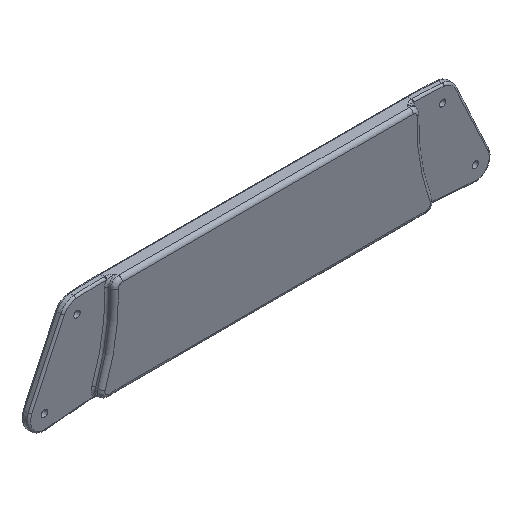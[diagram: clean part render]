
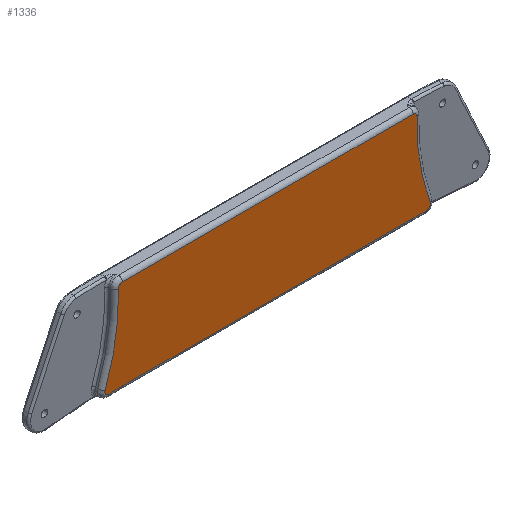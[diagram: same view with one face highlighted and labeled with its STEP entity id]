
A CAD part, isometric view. The second image highlights one B-rep face of the part: STEP entity #1336.
In plain terms, the highlighted planar face has unit normal (0, -1, 0).
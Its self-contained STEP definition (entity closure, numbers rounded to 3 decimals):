
#31=PLANE('',#1535);
#81=LINE('',#3042,#151);
#84=LINE('',#3075,#154);
#151=VECTOR('',#1843,1000.);
#154=VECTOR('',#1864,1000.);
#303=FACE_OUTER_BOUND('',#389,.T.);
#389=EDGE_LOOP('',(#1108,#1109,#1110,#1111,#1112,#1113,#1114,#1115,#1116,
#1117));
#505=CIRCLE('',#1480,1.);
#507=CIRCLE('',#1483,101.);
#511=CIRCLE('',#1488,54.281);
#514=CIRCLE('',#1492,1.);
#517=CIRCLE('',#1496,101.);
#522=CIRCLE('',#1502,1.);
#525=CIRCLE('',#1505,1.);
#527=CIRCLE('',#1508,54.281);
#635=VERTEX_POINT('',#3018);
#638=VERTEX_POINT('',#3023);
#640=VERTEX_POINT('',#3028);
#641=VERTEX_POINT('',#3033);
#644=VERTEX_POINT('',#3040);
#646=VERTEX_POINT('',#3061);
#648=VERTEX_POINT('',#3066);
#649=VERTEX_POINT('',#3071);
#652=VERTEX_POINT('',#3093);
#653=VERTEX_POINT('',#3111);
#791=EDGE_CURVE('',#635,#638,#505,.T.);
#793=EDGE_CURVE('',#638,#640,#507,.T.);
#797=EDGE_CURVE('',#641,#635,#511,.T.);
#799=EDGE_CURVE('',#640,#644,#81,.T.);
#802=EDGE_CURVE('',#646,#641,#514,.T.);
#805=EDGE_CURVE('',#644,#648,#517,.T.);
#809=EDGE_CURVE('',#649,#646,#84,.T.);
#812=EDGE_CURVE('',#648,#652,#522,.T.);
#815=EDGE_CURVE('',#653,#649,#525,.T.);
#817=EDGE_CURVE('',#652,#653,#527,.T.);
#1108=ORIENTED_EDGE('',*,*,#797,.T.);
#1109=ORIENTED_EDGE('',*,*,#791,.T.);
#1110=ORIENTED_EDGE('',*,*,#793,.T.);
#1111=ORIENTED_EDGE('',*,*,#799,.T.);
#1112=ORIENTED_EDGE('',*,*,#805,.T.);
#1113=ORIENTED_EDGE('',*,*,#812,.T.);
#1114=ORIENTED_EDGE('',*,*,#817,.T.);
#1115=ORIENTED_EDGE('',*,*,#815,.T.);
#1116=ORIENTED_EDGE('',*,*,#809,.T.);
#1117=ORIENTED_EDGE('',*,*,#802,.T.);
#1336=ADVANCED_FACE('',(#303),#31,.T.);
#1480=AXIS2_PLACEMENT_3D('',#3025,#1821,#1822);
#1483=AXIS2_PLACEMENT_3D('',#3030,#1827,#1828);
#1488=AXIS2_PLACEMENT_3D('',#3037,#1837,#1838);
#1492=AXIS2_PLACEMENT_3D('',#3062,#1847,#1848);
#1496=AXIS2_PLACEMENT_3D('',#3068,#1855,#1856);
#1502=AXIS2_PLACEMENT_3D('',#3095,#1869,#1870);
#1505=AXIS2_PLACEMENT_3D('',#3115,#1875,#1876);
#1508=AXIS2_PLACEMENT_3D('',#3118,#1881,#1882);
#1535=AXIS2_PLACEMENT_3D('',#3161,#1943,#1944);
#1821=DIRECTION('center_axis',(0.,-1.,0.));
#1822=DIRECTION('ref_axis',(0.07,0.,-0.998));
#1827=DIRECTION('center_axis',(0.,1.,0.));
#1828=DIRECTION('ref_axis',(0.07,0.,-0.998));
#1837=DIRECTION('center_axis',(0.,1.,0.));
#1838=DIRECTION('ref_axis',(0.07,0.,-0.998));
#1843=DIRECTION('',(1.,0.,0.));
#1847=DIRECTION('center_axis',(0.,-1.,0.));
#1848=DIRECTION('ref_axis',(0.07,0.,-0.998));
#1855=DIRECTION('center_axis',(0.,1.,0.));
#1856=DIRECTION('ref_axis',(0.07,0.,-0.998));
#1864=DIRECTION('',(-1.,0.,0.));
#1869=DIRECTION('center_axis',(0.,-1.,0.));
#1870=DIRECTION('ref_axis',(0.07,0.,-0.998));
#1875=DIRECTION('center_axis',(0.,-1.,0.));
#1876=DIRECTION('ref_axis',(0.07,0.,-0.998));
#1881=DIRECTION('center_axis',(0.,1.,0.));
#1882=DIRECTION('ref_axis',(0.07,0.,-0.998));
#1943=DIRECTION('center_axis',(0.,-1.,0.));
#1944=DIRECTION('ref_axis',(0.,0.,-1.));
#3018=CARTESIAN_POINT('',(-25.286,0.,15.798));
#3023=CARTESIAN_POINT('',(-24.314,0.,14.449));
#3025=CARTESIAN_POINT('Origin',(-24.349,0.,15.448));
#3028=CARTESIAN_POINT('',(-20.762,0.,14.511));
#3030=CARTESIAN_POINT('Origin',(-20.763,0.,-86.489));
#3033=CARTESIAN_POINT('',(-21.892,0.,36.484));
#3037=CARTESIAN_POINT('Origin',(-76.145,0.,34.765));
#3040=CARTESIAN_POINT('',(53.155,0.,14.511));
#3042=CARTESIAN_POINT('',(1.779,0.,14.511));
#3061=CARTESIAN_POINT('',(-20.892,0.,37.516));
#3062=CARTESIAN_POINT('Origin',(-20.892,0.,36.516));
#3066=CARTESIAN_POINT('',(56.706,0.,14.448));
#3068=CARTESIAN_POINT('Origin',(53.154,0.,-86.489));
#3071=CARTESIAN_POINT('',(53.285,0.,37.515));
#3075=CARTESIAN_POINT('',(-20.892,0.,37.516));
#3093=CARTESIAN_POINT('',(57.678,0.,15.797));
#3095=CARTESIAN_POINT('Origin',(56.742,0.,15.448));
#3111=CARTESIAN_POINT('',(54.284,0.,36.483));
#3115=CARTESIAN_POINT('Origin',(53.285,0.,36.515));
#3118=CARTESIAN_POINT('Origin',(108.538,0.,34.763));
#3161=CARTESIAN_POINT('Origin',(1.779,0.,-1.027));
